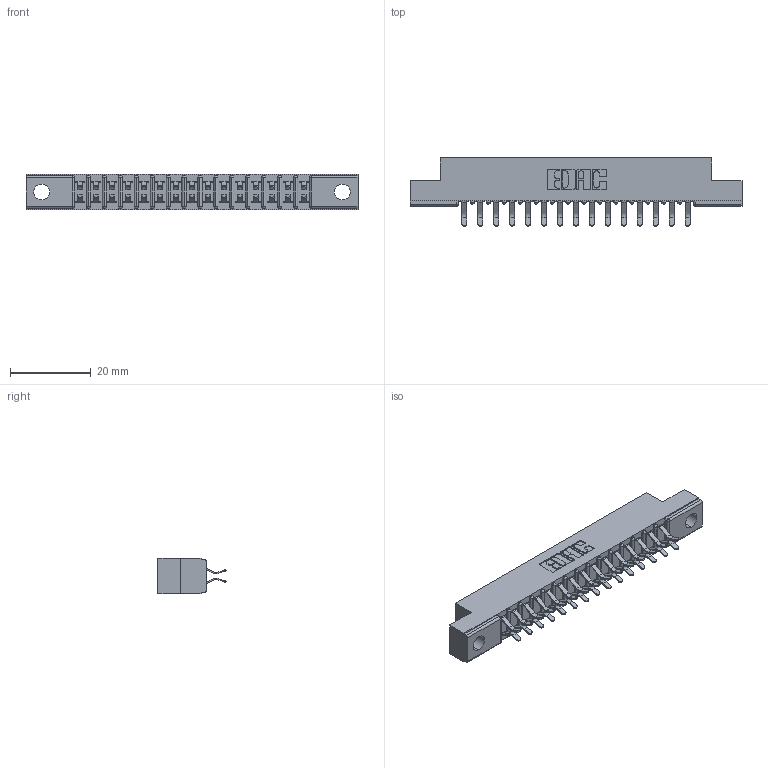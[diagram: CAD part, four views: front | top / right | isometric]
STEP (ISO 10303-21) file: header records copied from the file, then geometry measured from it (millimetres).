
FILE_DESCRIPTION (( 'STEP AP203' ), '1' );
FILE_NAME ('357-030-556-204.STEP', '2019-09-18T00:46:01', ( '' ), ( '' ), 'SwSTEP 2.0', 'SolidWorks 2016', '' );
FILE_SCHEMA (( 'CONFIG_CONTROL_DESIGN' ));
Length unit declared in the file: inch
Products named in the file (3): 357-030-556-204; 307 Part_.156 Dia Mounting Holes; 307-290-001_556
Assembly tree (31 placements, depth 2):
  357-030-556-204
    307 Part_.156 Dia Mounting Holes
    307-290-001_556  x30
Bounding box: 82.45 x 16.97 x 8.71 mm (x, y, z)
Volume: 5282.4 mm3; surface area: 8823.4 mm2
Topology: 31 solids, 31 shells, 1648 faces, 4619 edges, 2994 vertices
Faces by surface type: plane 1074, cylinder 542, sphere 32
Entity records: 17190 total; most frequent: CARTESIAN_POINT 2825, ORIENTED_EDGE 2794, DIRECTION 2771, EDGE_CURVE 1397, LINE 1067, VECTOR 1067, VERTEX_POINT 906, AXIS2_PLACEMENT_3D 852
